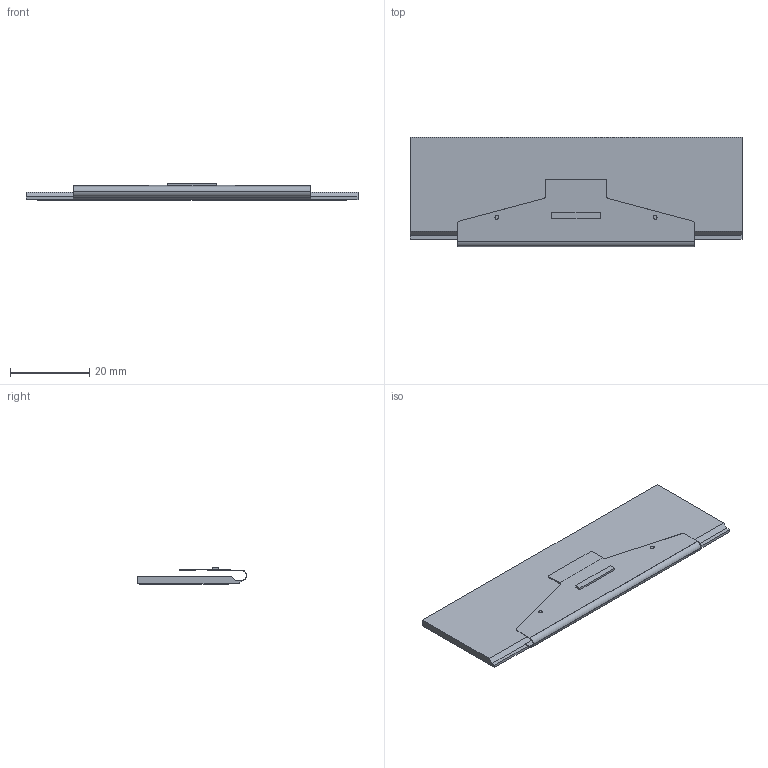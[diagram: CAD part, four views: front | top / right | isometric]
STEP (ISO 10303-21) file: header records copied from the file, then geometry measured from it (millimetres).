
FILE_DESCRIPTION(('FreeCAD Model'),'2;1');
FILE_NAME('Open CASCADE Shape Model','2025-11-25T01:46:01',(''),(''), 'Open CASCADE STEP processor 7.8','FreeCAD','Unknown');
FILE_SCHEMA(('AUTOMOTIVE_DESIGN { 1 0 10303 214 1 1 1 1 }'));
Length unit declared in the file: millimetre
Products named in the file (1): NHD-2.8-25664UCx008
Bounding box: 84 x 27.65 x 4.25 mm (x, y, z)
Volume: 4243.6 mm3; surface area: 6455.7 mm2
Topology: 1 solids, 1 shells, 48 faces, 130 edges, 86 vertices
Faces by surface type: plane 33, cylinder 14, bspline 1
Entity records: 1706 total; most frequent: CARTESIAN_POINT 598, ORIENTED_EDGE 260, DIRECTION 174, EDGE_CURVE 130, VERTEX_POINT 86, B_SPLINE_CURVE_WITH_KNOTS 80, AXIS2_PLACEMENT_3D 76, FACE_BOUND 54
